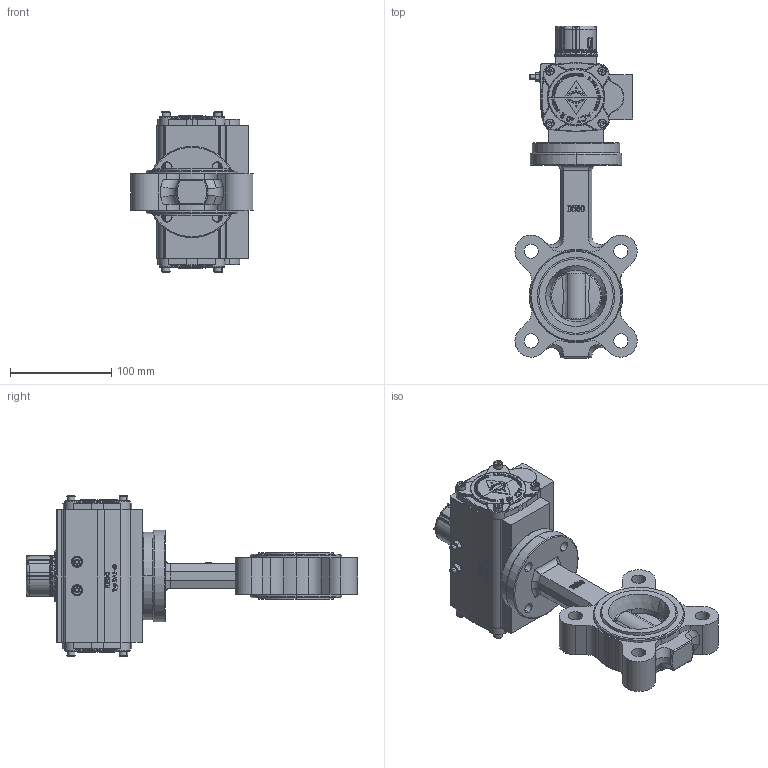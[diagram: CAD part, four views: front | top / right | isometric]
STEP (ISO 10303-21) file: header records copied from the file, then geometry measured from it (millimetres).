
FILE_DESCRIPTION (( 'STEP AP214' ), '1' );
FILE_NAME ('AK201-DN50-PN-10-16-Pneumatischer-DA40-Doppeltwirkend-Schwenkantrieb-Fergo.STEP', '2022-12-14T15:47:30', ( '' ), ( '' ), 'SwSTEP 2.0', 'SolidWorks 2022', '' );
FILE_SCHEMA (( 'AUTOMOTIVE_DESIGN' ));
Length unit declared in the file: millimetre
Products named in the file (4): AK201-DN50-FW_Standard; 0040 ADA; AK201-DN50-PN-10-16-Pneumatischer-DA40-Doppeltwirkend-Schwenkantrieb-Fergo; Flanschadapter 10mm
Assembly tree (3 placements, depth 2):
  AK201-DN50-PN-10-16-Pneumatischer-DA40-Doppeltwirkend-Schwenkantrieb-Fergo
    AK201-DN50-FW_Standard
    0040 ADA
    Flanschadapter 10mm
Bounding box: 120.33 x 327.29 x 157.9 mm (x, y, z)
Volume: 1059366.9 mm3; surface area: 307276.7 mm2
Topology: 43 solids, 43 shells, 5544 faces, 14992 edges, 9684 vertices
Faces by surface type: plane 2915, cylinder 1100, bspline 781, cone 280, torus 253, sphere 215
Entity records: 226268 total; most frequent: CARTESIAN_POINT 82590, ORIENTED_EDGE 29698, DIRECTION 27990, EDGE_CURVE 14849, AXIS2_PLACEMENT_3D 10905, VERTEX_POINT 9675, LINE 6180, VECTOR 6180
